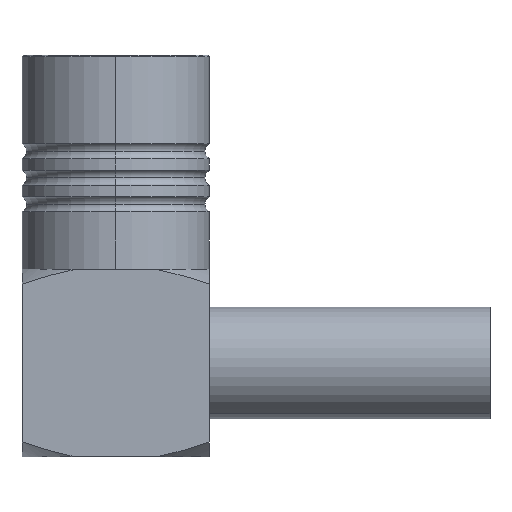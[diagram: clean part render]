
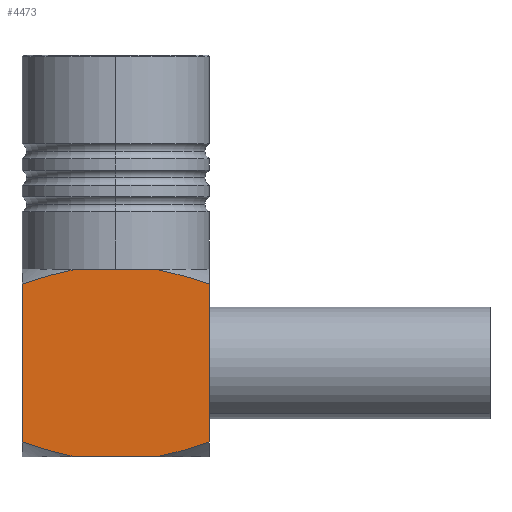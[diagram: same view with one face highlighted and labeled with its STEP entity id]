
A CAD part, left-side view. The second image highlights one B-rep face of the part: STEP entity #4473.
In plain terms, the highlighted planar face has unit normal (-1, 0, 0).
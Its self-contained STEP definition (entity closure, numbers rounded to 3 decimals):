
#24 = CARTESIAN_POINT ( 'NONE',  ( -3.175, -1.68, 1.341 ) ) ;
#115 = CARTESIAN_POINT ( 'NONE',  ( -3.175, 1.375, -4.95 ) ) ;
#214 = CARTESIAN_POINT ( 'NONE',  ( -3.175, -3.175, 0.899 ) ) ;
#220 = CARTESIAN_POINT ( 'NONE',  ( -3.175, -1.988, -4.832 ) ) ;
#305 = ORIENTED_EDGE ( 'NONE', *, *, #711, .T. ) ;
#312 = LINE ( 'NONE', #3309, #2071 ) ;
#702 = VERTEX_POINT ( 'NONE', #3743 ) ;
#711 = EDGE_CURVE ( 'NONE', #4867, #4668, #4143, .T. ) ;
#744 = AXIS2_PLACEMENT_3D ( 'NONE', #4781, #2591, #1012 ) ;
#886 = CARTESIAN_POINT ( 'NONE',  ( -3.175, -1.983, 1.266 ) ) ;
#901 = CARTESIAN_POINT ( 'NONE',  ( -3.175, 1.983, -4.816 ) ) ;
#902 = CARTESIAN_POINT ( 'NONE',  ( -3.175, 1.375, 1.4 ) ) ;
#1012 = DIRECTION ( 'NONE',  ( 0., 0., 1. ) ) ;
#1145 = VERTEX_POINT ( 'NONE', #1232 ) ;
#1146 = ORIENTED_EDGE ( 'NONE', *, *, #1711, .T. ) ;
#1181 = CARTESIAN_POINT ( 'NONE',  ( -3.175, 1.375, 1.4 ) ) ;
#1232 = CARTESIAN_POINT ( 'NONE',  ( -3.175, 3.175, -4.449 ) ) ;
#1240 = VERTEX_POINT ( 'NONE', #4581 ) ;
#1253 = CARTESIAN_POINT ( 'NONE',  ( -3.175, 1.375, -4.95 ) ) ;
#1301 = CARTESIAN_POINT ( 'NONE',  ( -3.175, 2.881, -4.55 ) ) ;
#1418 = EDGE_CURVE ( 'NONE', #702, #1747, #312, .T. ) ;
#1516 = VECTOR ( 'NONE', #3397, 1000. ) ;
#1659 = CARTESIAN_POINT ( 'NONE',  ( -3.175, -1.375, 1.4 ) ) ;
#1711 = EDGE_CURVE ( 'NONE', #1145, #1747, #3820, .T. ) ;
#1747 = VERTEX_POINT ( 'NONE', #1253 ) ;
#1805 = B_SPLINE_CURVE_WITH_KNOTS ( 'NONE', 3,
 ( #1181, #4228, #2361, #3412 ),
 .UNSPECIFIED., .F., .F.,
 ( 4, 4 ),
 ( 0.009, 0.011 ),
 .UNSPECIFIED. ) ;
#1813 = B_SPLINE_CURVE_WITH_KNOTS ( 'NONE', 3,
 ( #2781, #220, #2804, #3608 ),
 .UNSPECIFIED., .F., .F.,
 ( 4, 4 ),
 ( 0.009, 0.011 ),
 .UNSPECIFIED. ) ;
#1829 = ORIENTED_EDGE ( 'NONE', *, *, #3522, .T. ) ;
#2018 = ORIENTED_EDGE ( 'NONE', *, *, #3107, .T. ) ;
#2054 = CARTESIAN_POINT ( 'NONE',  ( -3.175, 2.584, -4.645 ) ) ;
#2064 = ORIENTED_EDGE ( 'NONE', *, *, #2449, .T. ) ;
#2071 = VECTOR ( 'NONE', #4104, 1000. ) ;
#2197 = CARTESIAN_POINT ( 'NONE',  ( -3.175, -3.175, -1.775 ) ) ;
#2361 = CARTESIAN_POINT ( 'NONE',  ( -3.175, 2.584, 1.102 ) ) ;
#2449 = EDGE_CURVE ( 'NONE', #702, #4867, #1813, .T. ) ;
#2515 = EDGE_LOOP ( 'NONE', ( #4837, #1146, #3792, #2064, #305, #2018, #1829, #3115 ) ) ;
#2553 = VERTEX_POINT ( 'NONE', #1659 ) ;
#2591 = DIRECTION ( 'NONE',  ( -1., 0., 0. ) ) ;
#2651 = CARTESIAN_POINT ( 'NONE',  ( -3.175, -3.175, -4.449 ) ) ;
#2710 = CARTESIAN_POINT ( 'NONE',  ( -3.175, -1.375, 1.4 ) ) ;
#2742 = B_SPLINE_CURVE_WITH_KNOTS ( 'NONE', 3,
 ( #4637, #3814, #3421, #886, #24, #2710 ),
 .UNSPECIFIED., .F., .F.,
 ( 4, 2, 4 ),
 ( 0.004, 0.005, 0.006 ),
 .UNSPECIFIED. ) ;
#2781 = CARTESIAN_POINT ( 'NONE',  ( -3.175, -1.375, -4.95 ) ) ;
#2804 = CARTESIAN_POINT ( 'NONE',  ( -3.175, -2.584, -4.652 ) ) ;
#2961 = FACE_OUTER_BOUND ( 'NONE', #2515, .T. ) ;
#2969 = VERTEX_POINT ( 'NONE', #902 ) ;
#3107 = EDGE_CURVE ( 'NONE', #4668, #2553, #2742, .T. ) ;
#3115 = ORIENTED_EDGE ( 'NONE', *, *, #3514, .T. ) ;
#3246 = LINE ( 'NONE', #3270, #4361 ) ;
#3270 = CARTESIAN_POINT ( 'NONE',  ( -3.175, 3.175, -4.95 ) ) ;
#3309 = CARTESIAN_POINT ( 'NONE',  ( -3.175, -8.525, -4.95 ) ) ;
#3386 = DIRECTION ( 'NONE',  ( 0., 1., 0. ) ) ;
#3397 = DIRECTION ( 'NONE',  ( 0., 0., 1. ) ) ;
#3412 = CARTESIAN_POINT ( 'NONE',  ( -3.175, 3.175, 0.899 ) ) ;
#3421 = CARTESIAN_POINT ( 'NONE',  ( -3.175, -2.584, 1.095 ) ) ;
#3461 = LINE ( 'NONE', #3858, #4250 ) ;
#3504 = CARTESIAN_POINT ( 'NONE',  ( -3.175, 1.68, -4.891 ) ) ;
#3514 = EDGE_CURVE ( 'NONE', #2969, #1240, #1805, .T. ) ;
#3522 = EDGE_CURVE ( 'NONE', #2553, #2969, #3461, .T. ) ;
#3608 = CARTESIAN_POINT ( 'NONE',  ( -3.175, -3.175, -4.449 ) ) ;
#3743 = CARTESIAN_POINT ( 'NONE',  ( -3.175, -1.375, -4.95 ) ) ;
#3792 = ORIENTED_EDGE ( 'NONE', *, *, #1418, .F. ) ;
#3814 = CARTESIAN_POINT ( 'NONE',  ( -3.175, -2.881, 1. ) ) ;
#3820 = B_SPLINE_CURVE_WITH_KNOTS ( 'NONE', 3,
 ( #4275, #1301, #2054, #901, #3504, #115 ),
 .UNSPECIFIED., .F., .F.,
 ( 4, 2, 4 ),
 ( 0.004, 0.005, 0.006 ),
 .UNSPECIFIED. ) ;
#3858 = CARTESIAN_POINT ( 'NONE',  ( -3.175, -8.525, 1.4 ) ) ;
#4104 = DIRECTION ( 'NONE',  ( 0., 1., 0. ) ) ;
#4143 = LINE ( 'NONE', #2197, #1516 ) ;
#4228 = CARTESIAN_POINT ( 'NONE',  ( -3.175, 1.988, 1.282 ) ) ;
#4250 = VECTOR ( 'NONE', #3386, 1000. ) ;
#4275 = CARTESIAN_POINT ( 'NONE',  ( -3.175, 3.175, -4.449 ) ) ;
#4361 = VECTOR ( 'NONE', #4752, 1000. ) ;
#4377 = EDGE_CURVE ( 'NONE', #1145, #1240, #3246, .T. ) ;
#4461 = PLANE ( 'NONE',  #744 ) ;
#4473 = ADVANCED_FACE ( 'NONE', ( #2961 ), #4461, .T. ) ;
#4581 = CARTESIAN_POINT ( 'NONE',  ( -3.175, 3.175, 0.899 ) ) ;
#4637 = CARTESIAN_POINT ( 'NONE',  ( -3.175, -3.175, 0.899 ) ) ;
#4668 = VERTEX_POINT ( 'NONE', #214 ) ;
#4752 = DIRECTION ( 'NONE',  ( 0., 0., 1. ) ) ;
#4781 = CARTESIAN_POINT ( 'NONE',  ( -3.175, -8.525, -4.95 ) ) ;
#4837 = ORIENTED_EDGE ( 'NONE', *, *, #4377, .F. ) ;
#4867 = VERTEX_POINT ( 'NONE', #2651 ) ;
